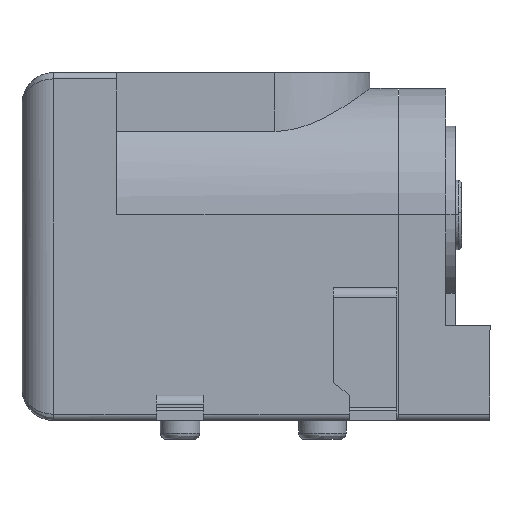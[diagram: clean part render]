
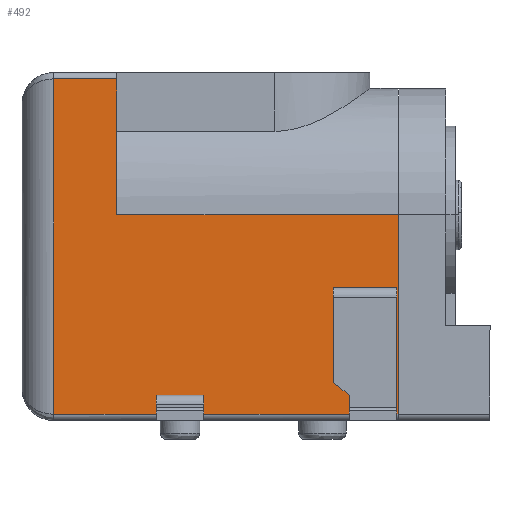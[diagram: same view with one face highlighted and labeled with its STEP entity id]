
A CAD part, front view. The second image highlights one B-rep face of the part: STEP entity #492.
In plain terms, the highlighted planar face has unit normal (0, -1, 0).
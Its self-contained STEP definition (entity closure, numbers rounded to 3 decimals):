
#62 = VECTOR ( 'NONE', #5265, 1000. ) ;
#175 = EDGE_CURVE ( 'NONE', #6323, #11304, #5273, .T. ) ;
#186 = ORIENTED_EDGE ( 'NONE', *, *, #6686, .T. ) ;
#315 = ORIENTED_EDGE ( 'NONE', *, *, #175, .F. ) ;
#421 = DIRECTION ( 'NONE',  ( 0., 0., 1. ) ) ;
#486 = LINE ( 'NONE', #3829, #7525 ) ;
#492 = ADVANCED_FACE ( 'NONE', ( #1028 ), #10734, .T. ) ;
#500 = DIRECTION ( 'NONE',  ( 0., 0., -1. ) ) ;
#545 = LINE ( 'NONE', #7086, #2698 ) ;
#665 = DIRECTION ( 'NONE',  ( 0., 0., 1. ) ) ;
#788 = AXIS2_PLACEMENT_3D ( 'NONE', #11197, #11236, #11253 ) ;
#936 = ORIENTED_EDGE ( 'NONE', *, *, #4127, .T. ) ;
#992 = EDGE_CURVE ( 'NONE', #11465, #6936, #6117, .T. ) ;
#1028 = FACE_OUTER_BOUND ( 'NONE', #3949, .T. ) ;
#1201 = ORIENTED_EDGE ( 'NONE', *, *, #3511, .F. ) ;
#1232 = EDGE_CURVE ( 'NONE', #10323, #1888, #486, .T. ) ;
#1340 = CARTESIAN_POINT ( 'NONE',  ( 11.9, -4.5, -6.5 ) ) ;
#1359 = CARTESIAN_POINT ( 'NONE',  ( 4.25, -4.5, -5.7 ) ) ;
#1403 = CARTESIAN_POINT ( 'NONE',  ( 9.85, -4.5, -6.5 ) ) ;
#1411 = VECTOR ( 'NONE', #421, 1000. ) ;
#1456 = ORIENTED_EDGE ( 'NONE', *, *, #9709, .T. ) ;
#1512 = CARTESIAN_POINT ( 'NONE',  ( 3., -4.5, 4.3 ) ) ;
#1550 = DIRECTION ( 'NONE',  ( 0., 0., 1. ) ) ;
#1888 = VERTEX_POINT ( 'NONE', #2064 ) ;
#1978 = LINE ( 'NONE', #8933, #4751 ) ;
#2064 = CARTESIAN_POINT ( 'NONE',  ( 9.85, -4.5, -5.3 ) ) ;
#2186 = DIRECTION ( 'NONE',  ( -1., 0., 0. ) ) ;
#2187 = CARTESIAN_POINT ( 'NONE',  ( 1., -4.5, 4.3 ) ) ;
#2358 = VERTEX_POINT ( 'NONE', #2616 ) ;
#2466 = CARTESIAN_POINT ( 'NONE',  ( 43.114, -4.5, -6.3 ) ) ;
#2528 = VECTOR ( 'NONE', #500, 1000. ) ;
#2563 = CARTESIAN_POINT ( 'NONE',  ( 3., -4.5, -6.5 ) ) ;
#2573 = VERTEX_POINT ( 'NONE', #1359 ) ;
#2616 = CARTESIAN_POINT ( 'NONE',  ( 3., -4.5, 0. ) ) ;
#2698 = VECTOR ( 'NONE', #665, 1000. ) ;
#2752 = ORIENTED_EDGE ( 'NONE', *, *, #1232, .T. ) ;
#2762 = CARTESIAN_POINT ( 'NONE',  ( 0., -4.5, -6.3 ) ) ;
#2787 = DIRECTION ( 'NONE',  ( -1., 0., 0. ) ) ;
#2824 = VECTOR ( 'NONE', #8599, 1000. ) ;
#2990 = CARTESIAN_POINT ( 'NONE',  ( 43.114, -4.5, -6.3 ) ) ;
#3017 = ORIENTED_EDGE ( 'NONE', *, *, #11548, .T. ) ;
#3199 = CARTESIAN_POINT ( 'NONE',  ( 11.85, -4.5, -6.3 ) ) ;
#3279 = DIRECTION ( 'NONE',  ( -1., 0., 0. ) ) ;
#3502 = ORIENTED_EDGE ( 'NONE', *, *, #6942, .F. ) ;
#3511 = EDGE_CURVE ( 'NONE', #6637, #8726, #4189, .T. ) ;
#3561 = DIRECTION ( 'NONE',  ( 0., 0., 1. ) ) ;
#3779 = ORIENTED_EDGE ( 'NONE', *, *, #8854, .T. ) ;
#3829 = CARTESIAN_POINT ( 'NONE',  ( 10.35, -4.5, -5.7 ) ) ;
#3846 = DIRECTION ( 'NONE',  ( -0.781, 0., 0.625 ) ) ;
#3888 = EDGE_CURVE ( 'NONE', #6584, #6936, #5449, .T. ) ;
#3892 = LINE ( 'NONE', #1403, #8472 ) ;
#3949 = EDGE_LOOP ( 'NONE', ( #1201, #936, #186, #3017, #4240, #4927, #11056, #7372, #5676, #3502, #315, #1456, #2752, #3779, #4799, #5354 ) ) ;
#4127 = EDGE_CURVE ( 'NONE', #6637, #10203, #4179, .T. ) ;
#4163 = DIRECTION ( 'NONE',  ( 0., 0., 1. ) ) ;
#4169 = VECTOR ( 'NONE', #4163, 1000. ) ;
#4179 = LINE ( 'NONE', #1340, #1411 ) ;
#4189 = LINE ( 'NONE', #2990, #8774 ) ;
#4240 = ORIENTED_EDGE ( 'NONE', *, *, #9614, .T. ) ;
#4327 = CARTESIAN_POINT ( 'NONE',  ( 5.75, -4.5, 0. ) ) ;
#4376 = LINE ( 'NONE', #5013, #11343 ) ;
#4461 = VERTEX_POINT ( 'NONE', #10072 ) ;
#4498 = DIRECTION ( 'NONE',  ( -1., 0., 0. ) ) ;
#4561 = EDGE_CURVE ( 'NONE', #10418, #10486, #10153, .T. ) ;
#4751 = VECTOR ( 'NONE', #8898, 1000. ) ;
#4799 = ORIENTED_EDGE ( 'NONE', *, *, #4561, .T. ) ;
#4884 = DIRECTION ( 'NONE',  ( 0., 0., 1. ) ) ;
#4927 = ORIENTED_EDGE ( 'NONE', *, *, #992, .T. ) ;
#4937 = LINE ( 'NONE', #5302, #62 ) ;
#4987 = LINE ( 'NONE', #11461, #2528 ) ;
#5013 = CARTESIAN_POINT ( 'NONE',  ( 4.25, -4.5, 0. ) ) ;
#5018 = VECTOR ( 'NONE', #3279, 1000. ) ;
#5255 = VECTOR ( 'NONE', #3561, 1000. ) ;
#5265 = DIRECTION ( 'NONE',  ( 1., 0., 0. ) ) ;
#5273 = LINE ( 'NONE', #2466, #5601 ) ;
#5282 = CARTESIAN_POINT ( 'NONE',  ( 10.35, -4.5, -5.7 ) ) ;
#5302 = CARTESIAN_POINT ( 'NONE',  ( 0., -4.5, -5.7 ) ) ;
#5354 = ORIENTED_EDGE ( 'NONE', *, *, #10889, .T. ) ;
#5449 = LINE ( 'NONE', #2762, #7886 ) ;
#5554 = EDGE_CURVE ( 'NONE', #2573, #4461, #4937, .T. ) ;
#5601 = VECTOR ( 'NONE', #2186, 1000. ) ;
#5614 = EDGE_CURVE ( 'NONE', #6584, #2573, #4376, .T. ) ;
#5676 = ORIENTED_EDGE ( 'NONE', *, *, #5554, .T. ) ;
#5970 = CARTESIAN_POINT ( 'NONE',  ( 1., -4.5, -6.3 ) ) ;
#6024 = CARTESIAN_POINT ( 'NONE',  ( 0., -4.5, 4.3 ) ) ;
#6117 = LINE ( 'NONE', #6835, #8268 ) ;
#6278 = CARTESIAN_POINT ( 'NONE',  ( 11.85, -4.5, -2.3 ) ) ;
#6323 = VERTEX_POINT ( 'NONE', #7048 ) ;
#6389 = DIRECTION ( 'NONE',  ( 0., 0., -1. ) ) ;
#6527 = CARTESIAN_POINT ( 'NONE',  ( 9.85, -4.5, -2.3 ) ) ;
#6584 = VERTEX_POINT ( 'NONE', #10567 ) ;
#6591 = LINE ( 'NONE', #4327, #4169 ) ;
#6637 = VERTEX_POINT ( 'NONE', #9601 ) ;
#6686 = EDGE_CURVE ( 'NONE', #10203, #2358, #1978, .T. ) ;
#6835 = CARTESIAN_POINT ( 'NONE',  ( 1., -4.5, -6.5 ) ) ;
#6936 = VERTEX_POINT ( 'NONE', #5970 ) ;
#6942 = EDGE_CURVE ( 'NONE', #11304, #4461, #6591, .T. ) ;
#7048 = CARTESIAN_POINT ( 'NONE',  ( 10.35, -4.5, -6.3 ) ) ;
#7086 = CARTESIAN_POINT ( 'NONE',  ( 10.35, -4.5, 0. ) ) ;
#7367 = VERTEX_POINT ( 'NONE', #1512 ) ;
#7372 = ORIENTED_EDGE ( 'NONE', *, *, #5614, .T. ) ;
#7525 = VECTOR ( 'NONE', #3846, 1000. ) ;
#7724 = LINE ( 'NONE', #6024, #5018 ) ;
#7886 = VECTOR ( 'NONE', #2787, 1000. ) ;
#8268 = VECTOR ( 'NONE', #6389, 1000. ) ;
#8472 = VECTOR ( 'NONE', #1550, 1000. ) ;
#8599 = DIRECTION ( 'NONE',  ( 1., 0., 0. ) ) ;
#8629 = CARTESIAN_POINT ( 'NONE',  ( 0., -4.5, -2.3 ) ) ;
#8726 = VERTEX_POINT ( 'NONE', #3199 ) ;
#8774 = VECTOR ( 'NONE', #4498, 1000. ) ;
#8854 = EDGE_CURVE ( 'NONE', #1888, #10418, #3892, .T. ) ;
#8898 = DIRECTION ( 'NONE',  ( -1., 0., 0. ) ) ;
#8933 = CARTESIAN_POINT ( 'NONE',  ( 0., -4.5, 0. ) ) ;
#9163 = CARTESIAN_POINT ( 'NONE',  ( 5.75, -4.5, -6.3 ) ) ;
#9601 = CARTESIAN_POINT ( 'NONE',  ( 11.9, -4.5, -6.3 ) ) ;
#9614 = EDGE_CURVE ( 'NONE', #7367, #11465, #7724, .T. ) ;
#9618 = CARTESIAN_POINT ( 'NONE',  ( 11.9, -4.5, 0. ) ) ;
#9709 = EDGE_CURVE ( 'NONE', #6323, #10323, #545, .T. ) ;
#10072 = CARTESIAN_POINT ( 'NONE',  ( 5.75, -4.5, -5.7 ) ) ;
#10115 = LINE ( 'NONE', #2563, #5255 ) ;
#10153 = LINE ( 'NONE', #8629, #2824 ) ;
#10203 = VERTEX_POINT ( 'NONE', #9618 ) ;
#10323 = VERTEX_POINT ( 'NONE', #5282 ) ;
#10418 = VERTEX_POINT ( 'NONE', #6527 ) ;
#10486 = VERTEX_POINT ( 'NONE', #6278 ) ;
#10567 = CARTESIAN_POINT ( 'NONE',  ( 4.25, -4.5, -6.3 ) ) ;
#10734 = PLANE ( 'NONE',  #788 ) ;
#10889 = EDGE_CURVE ( 'NONE', #10486, #8726, #4987, .T. ) ;
#11056 = ORIENTED_EDGE ( 'NONE', *, *, #3888, .F. ) ;
#11197 = CARTESIAN_POINT ( 'NONE',  ( 0., -4.5, -6.5 ) ) ;
#11236 = DIRECTION ( 'NONE',  ( 0., -1., 0. ) ) ;
#11253 = DIRECTION ( 'NONE',  ( 1., 0., 0. ) ) ;
#11304 = VERTEX_POINT ( 'NONE', #9163 ) ;
#11343 = VECTOR ( 'NONE', #4884, 1000. ) ;
#11461 = CARTESIAN_POINT ( 'NONE',  ( 11.85, -4.5, -6.5 ) ) ;
#11465 = VERTEX_POINT ( 'NONE', #2187 ) ;
#11548 = EDGE_CURVE ( 'NONE', #2358, #7367, #10115, .T. ) ;
